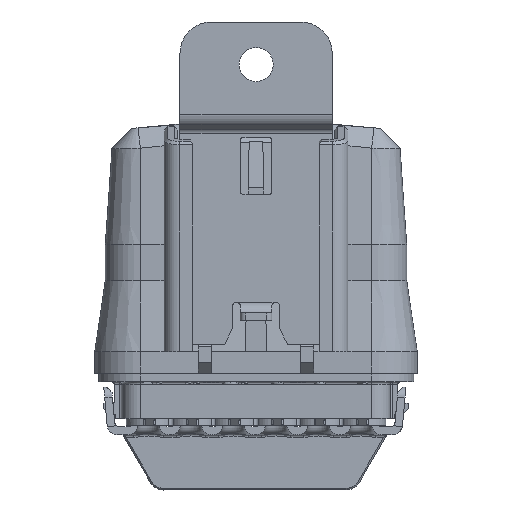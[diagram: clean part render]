
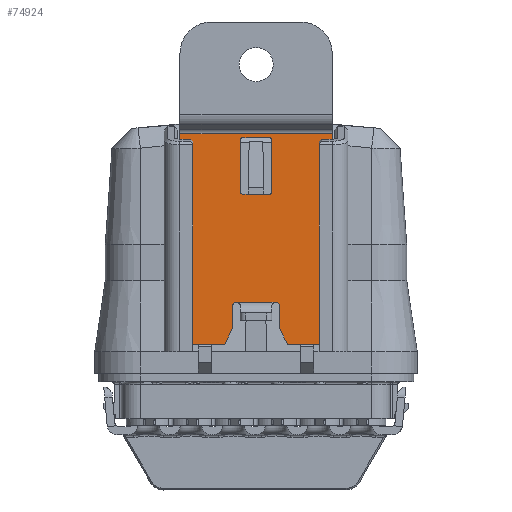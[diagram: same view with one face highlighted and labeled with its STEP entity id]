
A CAD part, top view. The second image highlights one B-rep face of the part: STEP entity #74924.
In plain terms, the highlighted face is planar.
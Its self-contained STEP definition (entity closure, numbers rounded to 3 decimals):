
#73977=DIRECTION('',(0.,1.,0.));
#73978=VECTOR('',#73977,9.785);
#73979=CARTESIAN_POINT('',(-3.,-10.382,2.502));
#73980=LINE('',#73979,#73978);
#73981=CARTESIAN_POINT('',(-2.5,-0.597,2.502));
#73982=DIRECTION('',(0.,0.,1.));
#73983=DIRECTION('',(0.,1.,0.));
#73984=AXIS2_PLACEMENT_3D('',#73981,#73982,#73983);
#73986=DIRECTION('',(1.,0.,0.));
#73987=VECTOR('',#73986,5.);
#73988=CARTESIAN_POINT('',(-2.5,-0.097,2.502));
#73989=LINE('',#73988,#73987);
#73990=CARTESIAN_POINT('',(2.5,-0.597,2.502));
#73991=DIRECTION('',(0.,0.,1.));
#73992=DIRECTION('',(1.,0.,0.));
#73993=AXIS2_PLACEMENT_3D('',#73990,#73991,#73992);
#73995=DIRECTION('',(0.,-1.,0.));
#73996=VECTOR('',#73995,9.785);
#73997=CARTESIAN_POINT('',(3.,-0.597,2.502));
#73998=LINE('',#73997,#73996);
#73999=CARTESIAN_POINT('',(2.5,-10.382,2.502));
#74000=DIRECTION('',(0.,0.,1.));
#74001=DIRECTION('',(0.,-1.,0.));
#74002=AXIS2_PLACEMENT_3D('',#73999,#74000,#74001);
#74004=DIRECTION('',(-1.,0.,0.));
#74005=VECTOR('',#74004,5.);
#74006=CARTESIAN_POINT('',(2.5,-10.882,2.502));
#74007=LINE('',#74006,#74005);
#74008=CARTESIAN_POINT('',(-2.5,-10.382,2.502));
#74009=DIRECTION('',(0.,0.,1.));
#74010=DIRECTION('',(-1.,0.,0.));
#74011=AXIS2_PLACEMENT_3D('',#74008,#74009,#74010);
#74013=DIRECTION('',(0.447,-0.894,0.));
#74014=VECTOR('',#74013,4.472);
#74015=CARTESIAN_POINT('',(12.5,28.503,2.502));
#74016=LINE('',#74015,#74014);
#74017=DIRECTION('',(-1.,0.,0.));
#74018=VECTOR('',#74017,6.499);
#74019=CARTESIAN_POINT('',(12.5,28.503,2.502));
#74020=LINE('',#74019,#74018);
#74021=DIRECTION('',(-0.447,-0.894,0.));
#74022=VECTOR('',#74021,3.357);
#74023=CARTESIAN_POINT('',(6.001,28.503,2.502));
#74024=LINE('',#74023,#74022);
#74025=DIRECTION('',(0.,-1.,0.));
#74026=VECTOR('',#74025,4.25);
#74027=CARTESIAN_POINT('',(4.5,25.5,2.502));
#74028=LINE('',#74027,#74026);
#74029=DIRECTION('',(1.,0.,0.));
#74030=VECTOR('',#74029,0.75);
#74031=CARTESIAN_POINT('',(3.,20.5,2.502));
#74032=LINE('',#74031,#74030);
#74033=DIRECTION('',(1.,0.,0.));
#74034=VECTOR('',#74033,0.75);
#74035=CARTESIAN_POINT('',(-3.75,20.5,2.502));
#74036=LINE('',#74035,#74034);
#74037=DIRECTION('',(0.,1.,0.));
#74038=VECTOR('',#74037,4.25);
#74039=CARTESIAN_POINT('',(-4.5,21.25,2.502));
#74040=LINE('',#74039,#74038);
#74041=DIRECTION('',(0.447,-0.894,0.));
#74042=VECTOR('',#74041,3.357);
#74043=CARTESIAN_POINT('',(-6.001,28.503,
2.502));
#74044=LINE('',#74043,#74042);
#74045=DIRECTION('',(-1.,0.,0.));
#74046=VECTOR('',#74045,6.499);
#74047=CARTESIAN_POINT('',(-6.001,28.503,
2.502));
#74048=LINE('',#74047,#74046);
#74049=DIRECTION('',(0.447,0.894,0.));
#74050=VECTOR('',#74049,4.472);
#74051=CARTESIAN_POINT('',(-14.5,24.503,2.502));
#74052=LINE('',#74051,#74050);
#74053=DIRECTION('',(0.,-1.,0.));
#74054=VECTOR('',#74053,36.121);
#74055=CARTESIAN_POINT('',(-14.5,24.503,2.502));
#74056=LINE('',#74055,#74054);
#74057=DIRECTION('',(0.,1.,0.));
#74058=VECTOR('',#74057,36.121);
#74059=CARTESIAN_POINT('',(14.5,-11.618,2.502));
#74060=LINE('',#74059,#74058);
#74129=CARTESIAN_POINT('',(3.75,21.25,2.502));
#74130=DIRECTION('',(0.,0.,1.));
#74131=DIRECTION('',(0.,-1.,0.));
#74132=AXIS2_PLACEMENT_3D('',#74129,#74130,#74131);
#74188=CARTESIAN_POINT('',(-3.75,21.25,2.502));
#74189=DIRECTION('',(0.,0.,1.));
#74190=DIRECTION('',(-1.,0.,0.));
#74191=AXIS2_PLACEMENT_3D('',#74188,#74189,#74190);
#74243=DIRECTION('',(1.,0.,0.));
#74244=VECTOR('',#74243,6.);
#74245=CARTESIAN_POINT('',(-3.,20.5,2.502));
#74246=LINE('',#74245,#74244);
#74361=DIRECTION('',(1.,0.,0.));
#74362=VECTOR('',#74361,29.);
#74363=CARTESIAN_POINT('',(-14.5,-11.618,2.502));
#74364=LINE('',#74363,#74362);
#74457=CARTESIAN_POINT('',(-14.5,-11.618,2.502));
#74458=CARTESIAN_POINT('',(14.5,-11.618,2.502));
#74459=VERTEX_POINT('',#74457);
#74460=VERTEX_POINT('',#74458);
#74461=CARTESIAN_POINT('',(-3.,-10.382,2.502));
#74462=CARTESIAN_POINT('',(-3.,-0.597,2.502));
#74463=VERTEX_POINT('',#74461);
#74464=VERTEX_POINT('',#74462);
#74465=CARTESIAN_POINT('',(-2.5,-0.097,2.502));
#74466=VERTEX_POINT('',#74465);
#74467=CARTESIAN_POINT('',(2.5,-0.097,2.502));
#74468=VERTEX_POINT('',#74467);
#74469=CARTESIAN_POINT('',(3.,-0.597,2.502));
#74470=VERTEX_POINT('',#74469);
#74471=CARTESIAN_POINT('',(3.,-10.382,2.502));
#74472=VERTEX_POINT('',#74471);
#74473=CARTESIAN_POINT('',(2.5,-10.882,2.502));
#74474=VERTEX_POINT('',#74473);
#74475=CARTESIAN_POINT('',(-2.5,-10.882,2.502));
#74476=VERTEX_POINT('',#74475);
#74501=CARTESIAN_POINT('',(-6.001,28.503,
2.502));
#74503=VERTEX_POINT('',#74501);
#74513=CARTESIAN_POINT('',(-4.5,25.5,2.502));
#74514=VERTEX_POINT('',#74513);
#74515=CARTESIAN_POINT('',(6.001,28.503,2.502));
#74516=CARTESIAN_POINT('',(4.5,25.5,2.502));
#74517=VERTEX_POINT('',#74515);
#74518=VERTEX_POINT('',#74516);
#74530=CARTESIAN_POINT('',(4.5,21.25,2.502));
#74532=VERTEX_POINT('',#74530);
#74533=CARTESIAN_POINT('',(3.,20.5,2.502));
#74534=CARTESIAN_POINT('',(3.75,20.5,2.502));
#74535=VERTEX_POINT('',#74533);
#74536=VERTEX_POINT('',#74534);
#74543=CARTESIAN_POINT('',(-3.,20.5,2.502));
#74544=VERTEX_POINT('',#74543);
#74545=CARTESIAN_POINT('',(-4.5,21.25,2.502));
#74546=CARTESIAN_POINT('',(-3.75,20.5,2.502));
#74547=VERTEX_POINT('',#74545);
#74548=VERTEX_POINT('',#74546);
#74591=CARTESIAN_POINT('',(12.5,28.503,2.502));
#74592=VERTEX_POINT('',#74591);
#74593=CARTESIAN_POINT('',(14.5,24.503,2.502));
#74594=VERTEX_POINT('',#74593);
#74599=CARTESIAN_POINT('',(-14.5,24.503,2.502));
#74600=VERTEX_POINT('',#74599);
#74601=CARTESIAN_POINT('',(-12.5,28.503,2.502));
#74602=VERTEX_POINT('',#74601);
#74868=CARTESIAN_POINT('',(14.5,-12.784,2.502));
#74869=DIRECTION('',(0.,0.,1.));
#74870=DIRECTION('',(1.,0.,0.));
#74871=AXIS2_PLACEMENT_3D('',#74868,#74869,#74870);
#74872=PLANE('',#74871);
#74874=ORIENTED_EDGE('',*,*,#74873,.F.);
#74876=ORIENTED_EDGE('',*,*,#74875,.T.);
#74878=ORIENTED_EDGE('',*,*,#74877,.T.);
#74880=ORIENTED_EDGE('',*,*,#74879,.T.);
#74882=ORIENTED_EDGE('',*,*,#74881,.F.);
#74884=ORIENTED_EDGE('',*,*,#74883,.F.);
#74886=ORIENTED_EDGE('',*,*,#74885,.F.);
#74888=ORIENTED_EDGE('',*,*,#74887,.F.);
#74890=ORIENTED_EDGE('',*,*,#74889,.F.);
#74892=ORIENTED_EDGE('',*,*,#74891,.T.);
#74894=ORIENTED_EDGE('',*,*,#74893,.F.);
#74896=ORIENTED_EDGE('',*,*,#74895,.T.);
#74898=ORIENTED_EDGE('',*,*,#74897,.F.);
#74900=ORIENTED_EDGE('',*,*,#74899,.T.);
#74902=ORIENTED_EDGE('',*,*,#74901,.T.);
#74904=ORIENTED_EDGE('',*,*,#74903,.T.);
#74905=EDGE_LOOP('',(#74874,#74876,#74878,#74880,#74882,#74884,#74886,#74888,
#74890,#74892,#74894,#74896,#74898,#74900,#74902,#74904));
#74906=FACE_OUTER_BOUND('',#74905,.F.);
#74907=ORIENTED_EDGE('',*,*,#74858,.T.);
#74909=ORIENTED_EDGE('',*,*,#74908,.F.);
#74911=ORIENTED_EDGE('',*,*,#74910,.T.);
#74913=ORIENTED_EDGE('',*,*,#74912,.F.);
#74915=ORIENTED_EDGE('',*,*,#74914,.T.);
#74917=ORIENTED_EDGE('',*,*,#74916,.F.);
#74919=ORIENTED_EDGE('',*,*,#74918,.T.);
#74921=ORIENTED_EDGE('',*,*,#74920,.F.);
#74922=EDGE_LOOP('',(#74907,#74909,#74911,#74913,#74915,#74917,#74919,#74921));
#74923=FACE_BOUND('',#74922,.F.);
#74924=ADVANCED_FACE('',(#74906,#74923),#74872,.F.);
#73985=CIRCLE('',#73984,0.5);
#73994=CIRCLE('',#73993,0.5);
#74003=CIRCLE('',#74002,0.5);
#74012=CIRCLE('',#74011,0.5);
#74133=CIRCLE('',#74132,0.75);
#74192=CIRCLE('',#74191,0.75);
#74858=EDGE_CURVE('',#74463,#74464,#73980,.T.);
#74873=EDGE_CURVE('',#74592,#74594,#74016,.T.);
#74875=EDGE_CURVE('',#74592,#74517,#74020,.T.);
#74877=EDGE_CURVE('',#74517,#74518,#74024,.T.);
#74879=EDGE_CURVE('',#74518,#74532,#74028,.T.);
#74881=EDGE_CURVE('',#74536,#74532,#74133,.T.);
#74883=EDGE_CURVE('',#74535,#74536,#74032,.T.);
#74885=EDGE_CURVE('',#74544,#74535,#74246,.T.);
#74887=EDGE_CURVE('',#74548,#74544,#74036,.T.);
#74889=EDGE_CURVE('',#74547,#74548,#74192,.T.);
#74891=EDGE_CURVE('',#74547,#74514,#74040,.T.);
#74893=EDGE_CURVE('',#74503,#74514,#74044,.T.);
#74895=EDGE_CURVE('',#74503,#74602,#74048,.T.);
#74897=EDGE_CURVE('',#74600,#74602,#74052,.T.);
#74899=EDGE_CURVE('',#74600,#74459,#74056,.T.);
#74901=EDGE_CURVE('',#74459,#74460,#74364,.T.);
#74903=EDGE_CURVE('',#74460,#74594,#74060,.T.);
#74908=EDGE_CURVE('',#74466,#74464,#73985,.T.);
#74910=EDGE_CURVE('',#74466,#74468,#73989,.T.);
#74912=EDGE_CURVE('',#74470,#74468,#73994,.T.);
#74914=EDGE_CURVE('',#74470,#74472,#73998,.T.);
#74916=EDGE_CURVE('',#74474,#74472,#74003,.T.);
#74918=EDGE_CURVE('',#74474,#74476,#74007,.T.);
#74920=EDGE_CURVE('',#74463,#74476,#74012,.T.);
